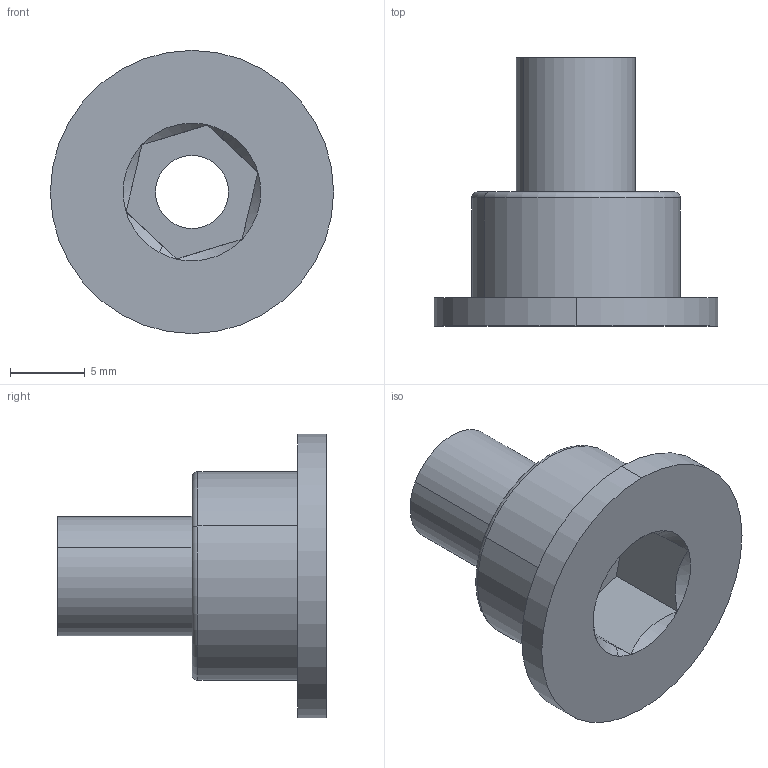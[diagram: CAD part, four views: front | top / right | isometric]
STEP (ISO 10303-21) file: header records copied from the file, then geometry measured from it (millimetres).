
FILE_DESCRIPTION(('CATIA V5 STEP Exchange'),'2;1');
FILE_NAME('axe-ar-ngn.stp','2023-07-05T09:09:56+00:00',('none'),('none'),'CATIA Version 5 Release 19 SP 9 (IN-10)','CATIA V5 STEP AP203','none');
FILE_SCHEMA(('CONFIG_CONTROL_DESIGN'));
Length unit declared in the file: millimetre
Products named in the file (1): axe-ar-ngn
Bounding box: 19 x 18 x 19 mm (x, y, z)
Volume: 1528.2 mm3; surface area: 1515.7 mm2
Topology: 1 solids, 1 shells, 23 faces, 52 edges, 34 vertices
Faces by surface type: plane 11, cylinder 8, cone 2, torus 2
Entity records: 747 total; most frequent: CARTESIAN_POINT 217, ORIENTED_EDGE 104, DIRECTION 80, EDGE_CURVE 52, AXIS2_PLACEMENT_3D 41, VERTEX_POINT 34, EDGE_LOOP 28, ADVANCED_FACE 23
